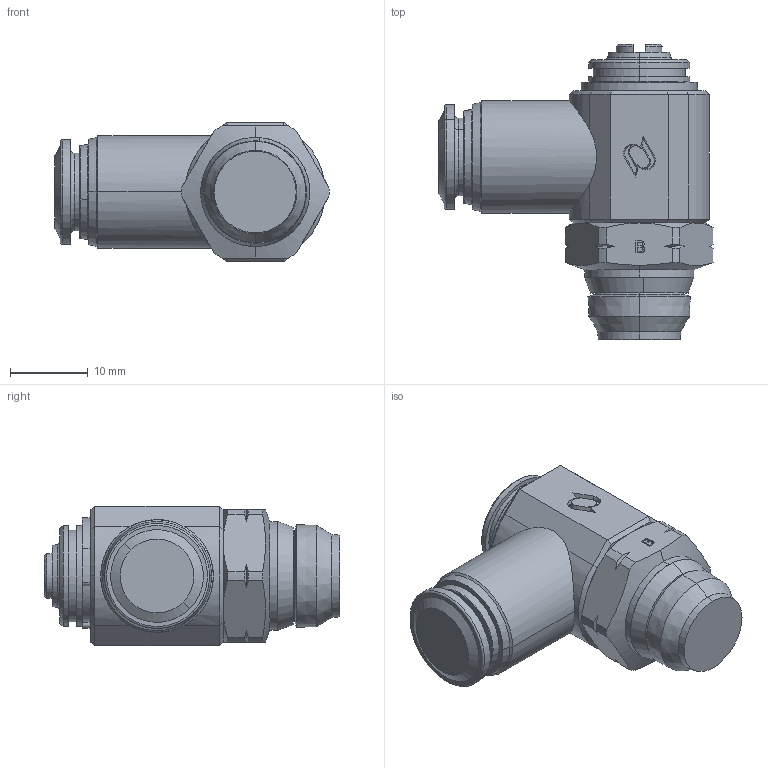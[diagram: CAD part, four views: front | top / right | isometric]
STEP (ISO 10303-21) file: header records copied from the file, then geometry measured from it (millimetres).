
FILE_DESCRIPTION (( 'STEP AP214' ), '1' );
FILE_NAME ('5792000011A.step', '2012-10-22T17:41:54', ( '' ), ( '' ), 'SwSTEP 2.0', 'SolidWorks 2012', '' );
FILE_SCHEMA (( 'AUTOMOTIVE_DESIGN' ));
Length unit declared in the file: millimetre
Products named in the file (1): 5792000011A
Bounding box: 35.28 x 38 x 18 mm (x, y, z)
Volume: 9666.2 mm3; surface area: 4971.6 mm2
Topology: 1 solids, 1 shells, 250 faces, 586 edges, 359 vertices
Faces by surface type: plane 82, cone 72, cylinder 60, torus 26, bspline 10
Entity records: 9029 total; most frequent: CARTESIAN_POINT 2030, DIRECTION 1237, ORIENTED_EDGE 1172, EDGE_CURVE 586, AXIS2_PLACEMENT_3D 488, VERTEX_POINT 359, EDGE_LOOP 271, VECTOR 261
